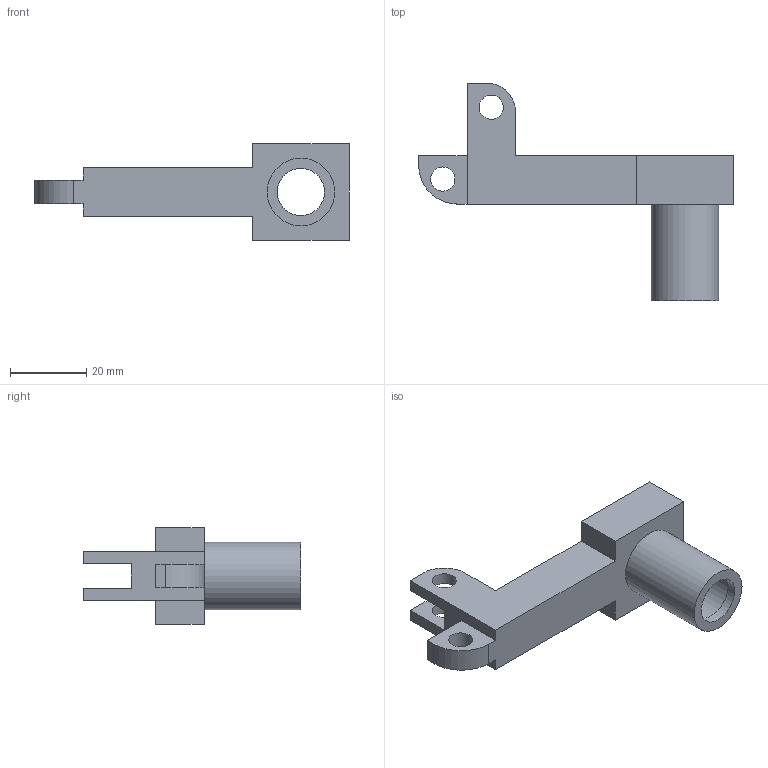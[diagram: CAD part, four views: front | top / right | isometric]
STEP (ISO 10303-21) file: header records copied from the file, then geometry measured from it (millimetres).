
FILE_DESCRIPTION(/* description */ (''),/* implementation_level */ '2;1');
FILE_NAME(/* name */ 'Press_Lower_Arm.stp',/* time_stamp */ '2025-10-06T00:59:43-04:00',/* author */ ('Gamec'),/* organization */ (''),/* preprocessor_version */ 'ST-DEVELOPER v20.1',/* originating_system */ 'Autodesk Inventor 2026',/* authorisation */ '');
FILE_SCHEMA (('AUTOMOTIVE_DESIGN { 1 0 10303 214 3 1 1 }'));
Length unit declared in the file: inch
Products named in the file (1): Press_Lower_Arm
Bounding box: 82.55 x 57.15 x 25.4 mm (x, y, z)
Volume: 17312.9 mm3; surface area: 9345.9 mm2
Topology: 1 solids, 1 shells, 31 faces, 81 edges, 54 vertices
Faces by surface type: plane 22, cylinder 9
Full cylindrical faces by diameter (mm): 6.35 x3, 12.4 x1, 15.24 x1, 17.78 x1
Entity records: 1014 total; most frequent: CARTESIAN_POINT 167, DIRECTION 163, ORIENTED_EDGE 162, EDGE_CURVE 81, LINE 63, VECTOR 63, VERTEX_POINT 54, AXIS2_PLACEMENT_3D 50
